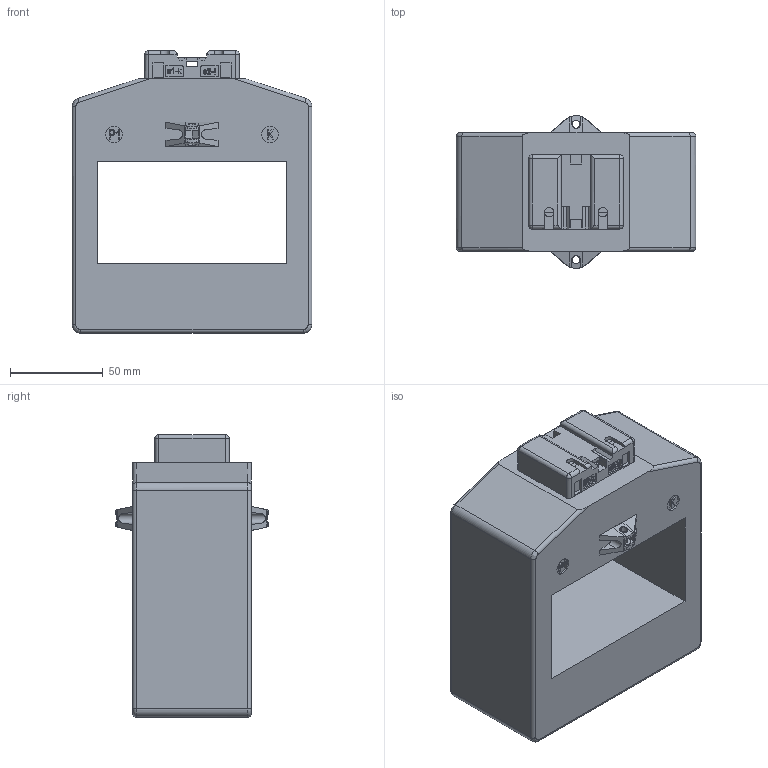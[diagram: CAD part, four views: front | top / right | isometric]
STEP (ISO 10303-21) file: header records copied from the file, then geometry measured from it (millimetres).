
FILE_DESCRIPTION(/* description */ (''),/* implementation_level */ '2;1');
FILE_NAME(/* name */ 'CAD_3D-DM39T.stp',/* time_stamp */ '2025-04-08T14:49:02+02:00',/* author */ (''),/* organization */ (''),/* preprocessor_version */ 'ST-DEVELOPER v16.7',/* originating_system */ 'SIEMENS PLM Software NX 12.0',/* authorisation */ '');
FILE_SCHEMA (('AP203_CONFIGURATION_CONTROLLED_3D_DESIGN_OF_MECHANICAL_PARTS_AND_ASSEMBLIES_MIM_LF { 1 0 10303 403 2 1 2}'));
Length unit declared in the file: millimetre
Products named in the file (1): CAD_3D-DM39T
Bounding box: 129 x 82.17 x 152 mm (x, y, z)
Volume: 773315 mm3; surface area: 86346.5 mm2
Topology: 9 solids, 9 shells, 358 faces, 940 edges, 603 vertices
Faces by surface type: plane 248, cylinder 76, bspline 30, sphere 4
Entity records: 12454 total; most frequent: CARTESIAN_POINT 3920, ORIENTED_EDGE 1880, DIRECTION 1500, EDGE_CURVE 940, VERTEX_POINT 602, LINE 554, VECTOR 554, AXIS2_PLACEMENT_3D 473
